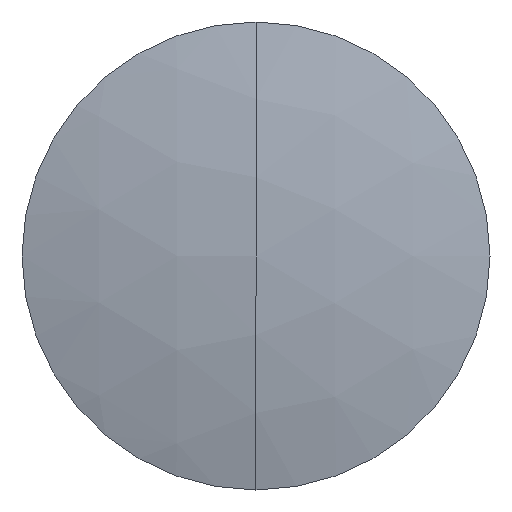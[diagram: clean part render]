
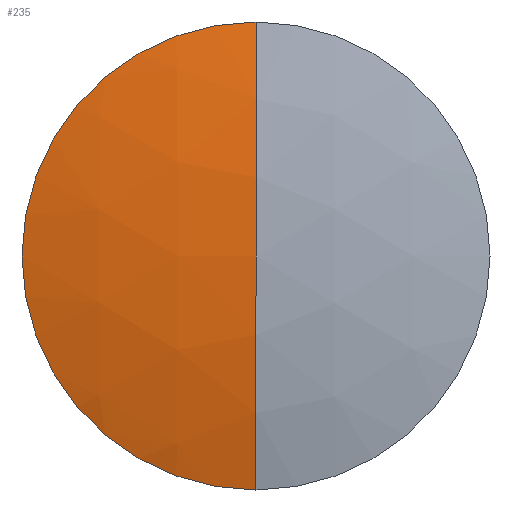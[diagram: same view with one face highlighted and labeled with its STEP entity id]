
A CAD part, left-side view. The second image highlights one B-rep face of the part: STEP entity #235.
In plain terms, the highlighted spherical face has radius 31.888 mm.
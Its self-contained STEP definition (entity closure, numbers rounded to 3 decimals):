
#5 = AXIS2_PLACEMENT_3D ( 'NONE', #260, #243, #157 ) ;
#8 = SPHERICAL_SURFACE ( 'NONE', #120, 31.888 ) ;
#22 = VERTEX_POINT ( 'NONE', #209 ) ;
#30 = EDGE_CURVE ( 'NONE', #223, #22, #187, .T. ) ;
#32 = ORIENTED_EDGE ( 'NONE', *, *, #274, .T. ) ;
#56 = DIRECTION ( 'NONE',  ( 0., 0., 1. ) ) ;
#70 = EDGE_LOOP ( 'NONE', ( #32, #90, #334 ) ) ;
#77 = DIRECTION ( 'NONE',  ( 0., 0., 1. ) ) ;
#79 = CIRCLE ( 'NONE', #228, 8. ) ;
#81 = CARTESIAN_POINT ( 'NONE',  ( 26.655, 0., -8. ) ) ;
#83 = DIRECTION ( 'NONE',  ( -1., 0., 0. ) ) ;
#90 = ORIENTED_EDGE ( 'NONE', *, *, #321, .T. ) ;
#115 = CIRCLE ( 'NONE', #277, 31.888 ) ;
#120 = AXIS2_PLACEMENT_3D ( 'NONE', #292, #226, #56 ) ;
#135 = CARTESIAN_POINT ( 'NONE',  ( 26.655, 0., 0. ) ) ;
#136 = DIRECTION ( 'NONE',  ( 0., 1., 0. ) ) ;
#143 = FACE_OUTER_BOUND ( 'NONE', #70, .T. ) ;
#157 = DIRECTION ( 'NONE',  ( 0., 0., -1. ) ) ;
#187 = CIRCLE ( 'NONE', #5, 31.888 ) ;
#209 = CARTESIAN_POINT ( 'NONE',  ( 25.635, 0., 0. ) ) ;
#214 = CARTESIAN_POINT ( 'NONE',  ( 26.655, 0., 8. ) ) ;
#223 = VERTEX_POINT ( 'NONE', #214 ) ;
#226 = DIRECTION ( 'NONE',  ( 0., 1., 0. ) ) ;
#228 = AXIS2_PLACEMENT_3D ( 'NONE', #135, #83, #77 ) ;
#235 = ADVANCED_FACE ( 'NONE', ( #143 ), #8, .T. ) ;
#243 = DIRECTION ( 'NONE',  ( 0., -1., 0. ) ) ;
#260 = CARTESIAN_POINT ( 'NONE',  ( 57.523, 0., 0. ) ) ;
#274 = EDGE_CURVE ( 'NONE', #223, #327, #79, .T. ) ;
#277 = AXIS2_PLACEMENT_3D ( 'NONE', #316, #136, #295 ) ;
#292 = CARTESIAN_POINT ( 'NONE',  ( 57.523, 0., 0. ) ) ;
#295 = DIRECTION ( 'NONE',  ( 0., 0., 1. ) ) ;
#316 = CARTESIAN_POINT ( 'NONE',  ( 57.523, 0., 0. ) ) ;
#321 = EDGE_CURVE ( 'NONE', #327, #22, #115, .T. ) ;
#327 = VERTEX_POINT ( 'NONE', #81 ) ;
#334 = ORIENTED_EDGE ( 'NONE', *, *, #30, .F. ) ;
